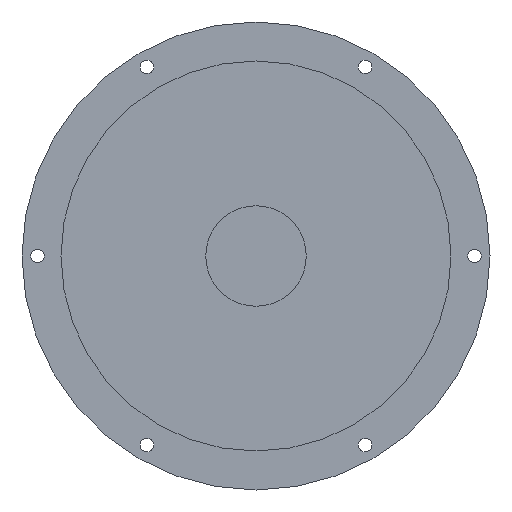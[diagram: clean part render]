
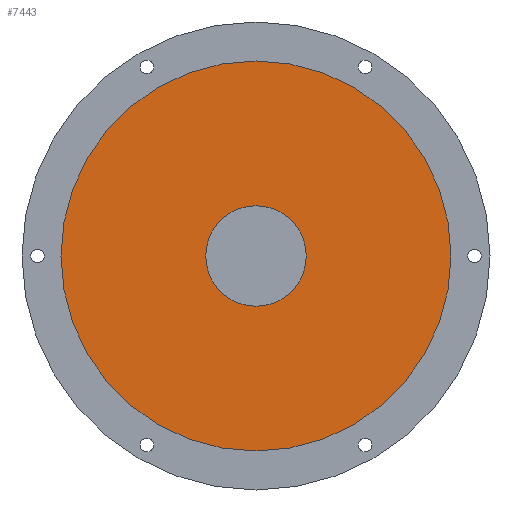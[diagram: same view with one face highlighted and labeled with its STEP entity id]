
A CAD part, left-side view. The second image highlights one B-rep face of the part: STEP entity #7443.
In plain terms, the highlighted face is planar.
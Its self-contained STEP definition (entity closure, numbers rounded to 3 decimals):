
#6268=CARTESIAN_POINT('',(120.0,176.1,0.0));
#6269=VERTEX_POINT('',#6268);
#6278=CARTESIAN_POINT('',(120.0,143.9,0.));
#6279=VERTEX_POINT('',#6278);
#6280=CARTESIAN_POINT('',(120.0,160.0,0.0));
#6281=DIRECTION('',(1.0,0.0,0.0));
#6282=DIRECTION('',(0.0,1.0,0.0));
#6283=AXIS2_PLACEMENT_3D('',#6280,#6281,#6282);
#6284=CIRCLE('',#6283,16.1);
#6285=EDGE_CURVE('',#6269,#6279,#6284,.T.);
#6310=CARTESIAN_POINT('',(120.0,222.5,0.0));
#6311=VERTEX_POINT('',#6310);
#6320=CARTESIAN_POINT('',(120.0,97.5,0.));
#6321=VERTEX_POINT('',#6320);
#6322=CARTESIAN_POINT('',(120.0,160.0,0.0));
#6323=DIRECTION('',(1.0,0.0,0.0));
#6324=DIRECTION('',(0.0,1.0,0.0));
#6325=AXIS2_PLACEMENT_3D('',#6322,#6323,#6324);
#6326=CIRCLE('',#6325,62.5);
#6327=EDGE_CURVE('',#6321,#6311,#6326,.T.);
#7414=CARTESIAN_POINT('',(120.0,160.0,0.0));
#7415=DIRECTION('',(1.0,0.0,0.0));
#7416=DIRECTION('',(0.0,1.0,0.0));
#7417=AXIS2_PLACEMENT_3D('',#7414,#7415,#7416);
#7418=CIRCLE('',#7417,62.5);
#7419=EDGE_CURVE('',#6311,#6321,#7418,.T.);
#7424=CARTESIAN_POINT('',(120.0,199.3,0.0));
#7425=DIRECTION('',(1.0,0.0,0.0));
#7426=DIRECTION('',(0.0,0.0,-1.0));
#7427=AXIS2_PLACEMENT_3D('',#7424,#7425,#7426);
#7428=PLANE('',#7427);
#7429=ORIENTED_EDGE('',*,*,#7419,.T.);
#7430=ORIENTED_EDGE('',*,*,#6327,.T.);
#7431=EDGE_LOOP('',(#7429,#7430));
#7432=FACE_OUTER_BOUND('',#7431,.T.);
#7433=ORIENTED_EDGE('',*,*,#6285,.F.);
#7434=CARTESIAN_POINT('',(120.0,160.0,0.0));
#7435=DIRECTION('',(1.0,0.0,0.0));
#7436=DIRECTION('',(0.0,1.0,0.0));
#7437=AXIS2_PLACEMENT_3D('',#7434,#7435,#7436);
#7438=CIRCLE('',#7437,16.1);
#7439=EDGE_CURVE('',#6279,#6269,#7438,.T.);
#7440=ORIENTED_EDGE('',*,*,#7439,.F.);
#7441=EDGE_LOOP('',(#7433,#7440));
#7442=FACE_BOUND('',#7441,.T.);
#7443=ADVANCED_FACE('',(#7432,#7442),#7428,.T.);
